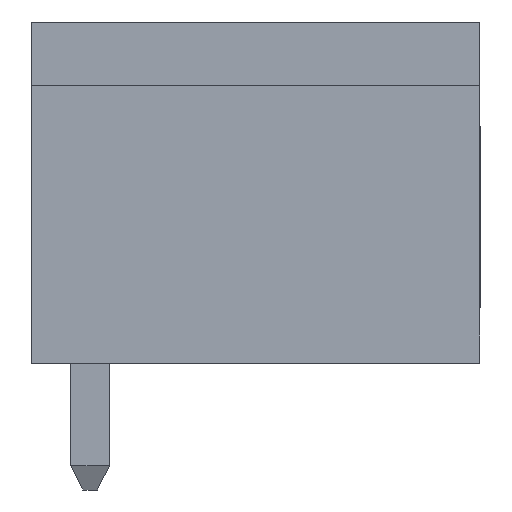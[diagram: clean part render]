
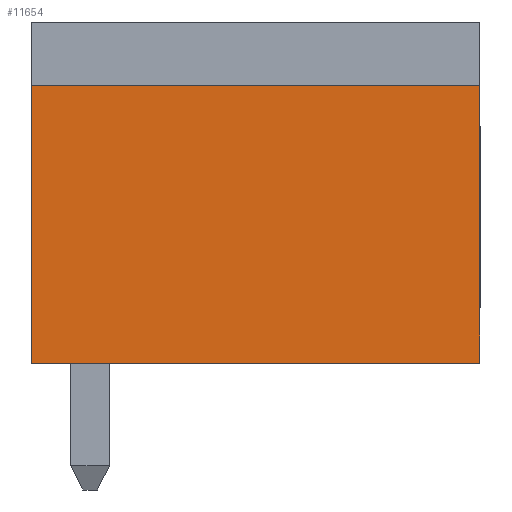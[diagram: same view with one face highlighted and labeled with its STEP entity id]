
A CAD part, left-side view. The second image highlights one B-rep face of the part: STEP entity #11654.
In plain terms, the highlighted planar face has unit normal (-1, 0, 0).
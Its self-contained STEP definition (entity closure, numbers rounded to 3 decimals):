
#2814=ORIENTED_EDGE('',*,*,#4863,.F.);
#2815=ORIENTED_EDGE('',*,*,#4962,.F.);
#2816=ORIENTED_EDGE('',*,*,#4836,.F.);
#2817=ORIENTED_EDGE('',*,*,#4783,.F.);
#4783=EDGE_CURVE('',#6111,#6112,#7479,.T.);
#4836=EDGE_CURVE('',#6112,#6159,#7520,.T.);
#4863=EDGE_CURVE('',#6179,#6111,#7543,.T.);
#4962=EDGE_CURVE('',#6159,#6179,#7639,.T.);
#6111=VERTEX_POINT('',#17844);
#6112=VERTEX_POINT('',#17846);
#6159=VERTEX_POINT('',#17949);
#6179=VERTEX_POINT('',#18000);
#7479=LINE('',#17845,#8953);
#7520=LINE('',#17948,#8994);
#7543=LINE('',#18001,#9017);
#7639=LINE('',#18200,#9113);
#8953=VECTOR('',#14534,1000.);
#8994=VECTOR('',#14605,1000.);
#9017=VECTOR('',#14646,1000.);
#9113=VECTOR('',#14842,1000.);
#9920=EDGE_LOOP('',(#2814,#2815,#2816,#2817));
#10567=FACE_BOUND('',#9920,.T.);
#11114=PLANE('',#12388);
#11654=ADVANCED_FACE('',(#10567),#11114,.F.);
#12388=AXIS2_PLACEMENT_3D('',#18201,#14843,#14844);
#14534=DIRECTION('',(0.,1.,0.));
#14605=DIRECTION('',(0.,0.,1.));
#14646=DIRECTION('',(0.,0.,-1.));
#14842=DIRECTION('',(0.,-1.,0.));
#14843=DIRECTION('',(1.,0.,0.));
#14844=DIRECTION('',(0.,0.,-1.));
#17844=CARTESIAN_POINT('',(-19.15,0.,-3.5));
#17845=CARTESIAN_POINT('',(-19.15,0.,-3.5));
#17846=CARTESIAN_POINT('',(-19.15,9.2,-3.5));
#17948=CARTESIAN_POINT('',(-19.15,9.2,-3.5));
#17949=CARTESIAN_POINT('',(-19.15,9.2,2.2));
#18000=CARTESIAN_POINT('',(-19.15,0.,2.2));
#18001=CARTESIAN_POINT('',(-19.15,0.,2.2));
#18200=CARTESIAN_POINT('',(-19.15,9.2,2.2));
#18201=CARTESIAN_POINT('',(-19.15,0.,0.));
